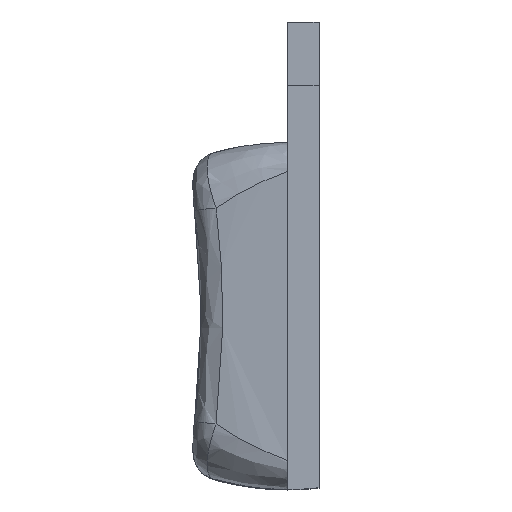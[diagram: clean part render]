
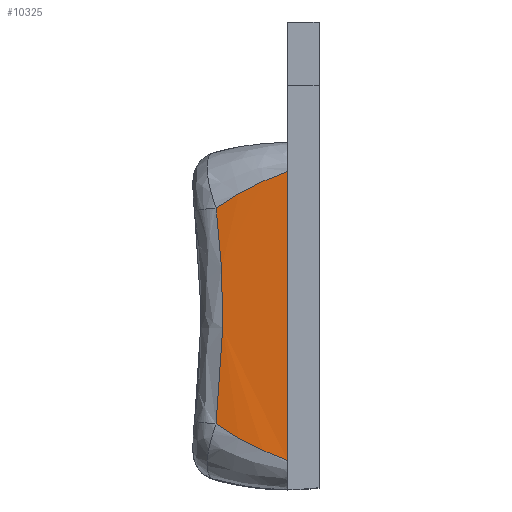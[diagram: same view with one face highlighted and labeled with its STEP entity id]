
A CAD part, left-side view. The second image highlights one B-rep face of the part: STEP entity #10325.
In plain terms, the highlighted free-form (B-spline) face has degree [1, 2] with [2, 3] control points.
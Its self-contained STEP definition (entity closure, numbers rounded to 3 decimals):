
#37=(
BOUNDED_SURFACE()
B_SPLINE_SURFACE(1,2,((#17416,#17417,#17418),(#17419,#17420,#17421)),
 .UNSPECIFIED.,.F.,.F.,.F.)
B_SPLINE_SURFACE_WITH_KNOTS((2,2),(3,3),(-0.33,0.33),
(-1.735,-1.571),.UNSPECIFIED.)
GEOMETRIC_REPRESENTATION_ITEM()
RATIONAL_B_SPLINE_SURFACE(((1.,0.997,1.),(1.,0.997,
1.)))
REPRESENTATION_ITEM('')
SURFACE()
);
#333=B_SPLINE_CURVE_WITH_KNOTS('',3,(#17180,#17181,#17182,#17183),
 .UNSPECIFIED.,.F.,.F.,(4,4),(0.033,0.162),
 .UNSPECIFIED.);
#334=B_SPLINE_CURVE_WITH_KNOTS('',3,(#17184,#17185,#17186,#17187),
 .UNSPECIFIED.,.F.,.F.,(4,4),(0.162,0.418),
 .UNSPECIFIED.);
#336=B_SPLINE_CURVE_WITH_KNOTS('',3,(#17251,#17252,#17253,#17254),
 .UNSPECIFIED.,.F.,.F.,(4,4),(-1.116,0.),.UNSPECIFIED.);
#346=B_SPLINE_CURVE_WITH_KNOTS('',3,(#17423,#17424,#17425,#17426),
 .UNSPECIFIED.,.F.,.F.,(4,4),(0.256,0.385),
 .UNSPECIFIED.);
#347=B_SPLINE_CURVE_WITH_KNOTS('',3,(#17427,#17428,#17429,#17430),
 .UNSPECIFIED.,.F.,.F.,(4,4),(0.,0.256),.UNSPECIFIED.);
#867=FACE_OUTER_BOUND('',#1451,.T.);
#1451=EDGE_LOOP('',(#8089,#8090,#8091,#8092,#8093,#8094));
#2424=LINE('',#16708,#3492);
#3492=VECTOR('',#12340,9.19);
#4538=VERTEX_POINT('',#16699);
#4539=VERTEX_POINT('',#16707);
#4592=VERTEX_POINT('',#17171);
#4593=VERTEX_POINT('',#17179);
#4597=VERTEX_POINT('',#17249);
#4606=VERTEX_POINT('',#17422);
#5796=EDGE_CURVE('',#4538,#4539,#2424,.T.);
#5856=EDGE_CURVE('',#4592,#4593,#333,.T.);
#5857=EDGE_CURVE('',#4593,#4538,#334,.T.);
#5862=EDGE_CURVE('',#4597,#4592,#336,.T.);
#5875=EDGE_CURVE('',#4606,#4597,#346,.T.);
#5876=EDGE_CURVE('',#4539,#4606,#347,.T.);
#8089=ORIENTED_EDGE('',*,*,#5856,.F.);
#8090=ORIENTED_EDGE('',*,*,#5862,.F.);
#8091=ORIENTED_EDGE('',*,*,#5875,.F.);
#8092=ORIENTED_EDGE('',*,*,#5876,.F.);
#8093=ORIENTED_EDGE('',*,*,#5796,.F.);
#8094=ORIENTED_EDGE('',*,*,#5857,.F.);
#10325=ADVANCED_FACE('',(#867),#37,.F.);
#12340=DIRECTION('',(0.,0.,-1.));
#16699=CARTESIAN_POINT('',(-102.625,3.5,-120.767));
#16707=CARTESIAN_POINT('',(-102.625,3.5,-134.46));
#16708=CARTESIAN_POINT('',(-102.625,3.5,-127.613));
#17171=CARTESIAN_POINT('',(-102.355,6.882,-122.494));
#17179=CARTESIAN_POINT('',(-102.501,5.8,-121.819));
#17180=CARTESIAN_POINT('Ctrl Pts',(-102.355,6.882,-122.494));
#17181=CARTESIAN_POINT('Ctrl Pts',(-102.411,6.533,-122.254));
#17182=CARTESIAN_POINT('Ctrl Pts',(-102.46,6.171,-122.029));
#17183=CARTESIAN_POINT('Ctrl Pts',(-102.5,5.8,-121.819));
#17184=CARTESIAN_POINT('Ctrl Pts',(-102.5,5.8,-121.819));
#17185=CARTESIAN_POINT('Ctrl Pts',(-102.58,5.065,-121.403));
#17186=CARTESIAN_POINT('Ctrl Pts',(-102.626,4.292,-121.048));
#17187=CARTESIAN_POINT('Ctrl Pts',(-102.625,3.5,-120.767));
#17249=CARTESIAN_POINT('',(-102.355,6.882,-132.733));
#17251=CARTESIAN_POINT('Ctrl Pts',(-102.355,6.882,-132.733));
#17252=CARTESIAN_POINT('Ctrl Pts',(-102.423,6.456,-129.333));
#17253=CARTESIAN_POINT('Ctrl Pts',(-102.423,6.456,-125.893));
#17254=CARTESIAN_POINT('Ctrl Pts',(-102.355,6.882,-122.494));
#17416=CARTESIAN_POINT('Ctrl Pts',(-102.355,6.882,-134.46));
#17417=CARTESIAN_POINT('Ctrl Pts',(-102.625,5.202,-134.46));
#17418=CARTESIAN_POINT('Ctrl Pts',(-102.625,3.5,-134.46));
#17419=CARTESIAN_POINT('Ctrl Pts',(-102.355,6.882,-120.767));
#17420=CARTESIAN_POINT('Ctrl Pts',(-102.625,5.202,-120.767));
#17421=CARTESIAN_POINT('Ctrl Pts',(-102.625,3.5,-120.767));
#17422=CARTESIAN_POINT('',(-102.501,5.8,-133.408));
#17423=CARTESIAN_POINT('Ctrl Pts',(-102.5,5.8,-133.408));
#17424=CARTESIAN_POINT('Ctrl Pts',(-102.46,6.171,-133.198));
#17425=CARTESIAN_POINT('Ctrl Pts',(-102.411,6.533,-132.973));
#17426=CARTESIAN_POINT('Ctrl Pts',(-102.355,6.882,-132.733));
#17427=CARTESIAN_POINT('Ctrl Pts',(-102.625,3.5,-134.46));
#17428=CARTESIAN_POINT('Ctrl Pts',(-102.626,4.291,-134.179));
#17429=CARTESIAN_POINT('Ctrl Pts',(-102.58,5.065,-133.824));
#17430=CARTESIAN_POINT('Ctrl Pts',(-102.5,5.8,-133.408));
